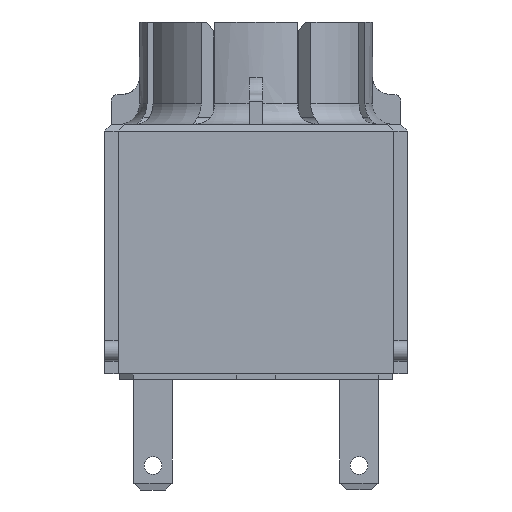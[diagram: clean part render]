
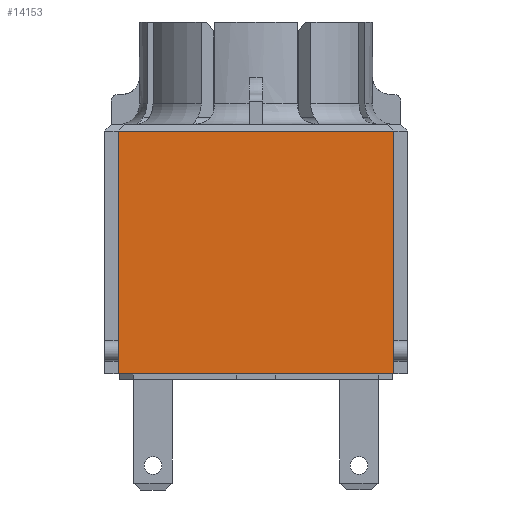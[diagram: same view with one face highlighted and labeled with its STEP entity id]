
A CAD part, front view. The second image highlights one B-rep face of the part: STEP entity #14153.
In plain terms, the highlighted planar face has unit normal (0, -1, 0).
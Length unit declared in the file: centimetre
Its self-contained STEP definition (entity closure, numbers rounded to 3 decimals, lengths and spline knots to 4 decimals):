
#1354=FACE_OUTER_BOUND('',#2134,.T.);
#2134=EDGE_LOOP('',(#10997,#10998,#10999,#11000,#11001,#11002));
#3280=LINE('',#20461,#4763);
#3316=LINE('',#20536,#4799);
#3317=LINE('',#20539,#4800);
#3321=LINE('',#20573,#4804);
#3322=LINE('',#20574,#4805);
#3365=LINE('',#20680,#4848);
#4763=VECTOR('',#16695,2.02);
#4799=VECTOR('',#16767,1.611);
#4800=VECTOR('',#16770,0.169);
#4804=VECTOR('',#16824,0.169);
#4805=VECTOR('',#16825,1.611);
#4848=VECTOR('',#16948,2.02);
#6170=VERTEX_POINT('',#20453);
#6172=VERTEX_POINT('',#20459);
#6193=VERTEX_POINT('',#20535);
#6194=VERTEX_POINT('',#20538);
#6196=VERTEX_POINT('',#20560);
#6199=VERTEX_POINT('',#20571);
#7849=EDGE_CURVE('',#6172,#6170,#3280,.T.);
#7887=EDGE_CURVE('',#6193,#6170,#3316,.T.);
#7889=EDGE_CURVE('',#6194,#6193,#3317,.T.);
#7905=EDGE_CURVE('',#6199,#6196,#3321,.T.);
#7906=EDGE_CURVE('',#6196,#6172,#3322,.T.);
#7957=EDGE_CURVE('',#6199,#6194,#3365,.T.);
#10997=ORIENTED_EDGE('',*,*,#7849,.F.);
#10998=ORIENTED_EDGE('',*,*,#7906,.F.);
#10999=ORIENTED_EDGE('',*,*,#7905,.F.);
#11000=ORIENTED_EDGE('',*,*,#7957,.T.);
#11001=ORIENTED_EDGE('',*,*,#7889,.T.);
#11002=ORIENTED_EDGE('',*,*,#7887,.T.);
#13620=PLANE('',#15036);
#14153=ADVANCED_FACE('',(#1354),#13620,.T.);
#15036=AXIS2_PLACEMENT_3D('',#20735,#17012,#17013);
#16695=DIRECTION('',(1.,0.,0.));
#16767=DIRECTION('',(0.,0.,1.));
#16770=DIRECTION('',(0.,0.,1.));
#16824=DIRECTION('',(0.,0.,1.));
#16825=DIRECTION('',(0.,0.,1.));
#16948=DIRECTION('',(1.,0.,0.));
#17012=DIRECTION('center_axis',(0.,-1.,0.));
#17013=DIRECTION('ref_axis',(0.,0.,-1.));
#20453=CARTESIAN_POINT('',(0.4591,0.1667,1.2537));
#20459=CARTESIAN_POINT('',(-1.5609,0.1667,1.2537));
#20461=CARTESIAN_POINT('',(-0.5509,0.1667,1.2537));
#20535=CARTESIAN_POINT('',(0.4591,0.1667,-0.3573));
#20536=CARTESIAN_POINT('',(0.4591,0.1667,-0.5263));
#20538=CARTESIAN_POINT('',(0.4591,0.1667,-0.5263));
#20539=CARTESIAN_POINT('',(0.4591,0.1667,-0.5263));
#20560=CARTESIAN_POINT('',(-1.5609,0.1667,-0.3573));
#20571=CARTESIAN_POINT('',(-1.5609,0.1667,-0.5263));
#20573=CARTESIAN_POINT('',(-1.5609,0.1667,-0.5263));
#20574=CARTESIAN_POINT('',(-1.5609,0.1667,-0.5263));
#20680=CARTESIAN_POINT('',(-1.5609,0.1667,-0.5263));
#20735=CARTESIAN_POINT('Origin',(-0.5509,0.1667,-0.5263));
